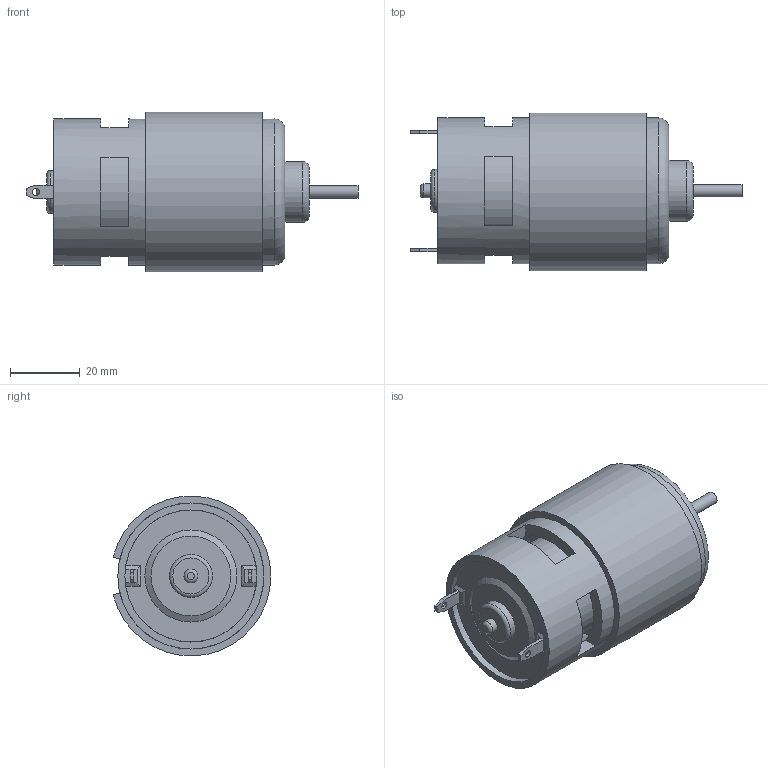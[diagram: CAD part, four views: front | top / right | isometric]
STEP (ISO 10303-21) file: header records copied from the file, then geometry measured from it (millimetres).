
FILE_DESCRIPTION(('CAx-IF Rec.Pracs.---Model Styling and Organization---1.5---2016-08-15','CAx-IF Rec.Pracs.---Geometric and Assembly Validation Properties---4.4---2016-08-17','CAx-IF Rec.Pracs.---User Defined Attributes---1.5---2016-08-15','CAx-IF Rec.Pracs.---External References---2.1---2005-01-19'),'2;1');
FILE_NAME('Motor_775.stp','2024-03-10T21:27:18',('Unspecified'),('Unspecified'),'CAD Exchanger 3.24.0 (cadexchanger.com)','Unspecified','');
FILE_SCHEMA(('AP242_MANAGED_MODEL_BASED_3D_ENGINEERING_MIM_LF { 1 0 10303 442 1 1 4 }'));
Length unit declared in the file: millimetre
Products named in the file (1): Motor_775
Bounding box: 95.5 x 45.36 x 45.98 mm (x, y, z)
Volume: 88791.3 mm3; surface area: 19897.3 mm2
Topology: 1 solids, 1 shells, 82 faces, 203 edges, 130 vertices
Faces by surface type: plane 61, cylinder 14, torus 4, cone 3
Full cylindrical faces by diameter (mm): 2 x2, 3.3 x2, 3.5 x1, 4 x1, 12 x1, 12.37 x1, 17.5 x1, 30 x1, 35 x1, 38 x1, 42 x1
Entity records: 2417 total; most frequent: CARTESIAN_POINT 449, ORIENTED_EDGE 402, DIRECTION 396, EDGE_CURVE 201, AXIS2_PLACEMENT_3D 143, VERTEX_POINT 130, LINE 110, VECTOR 110
